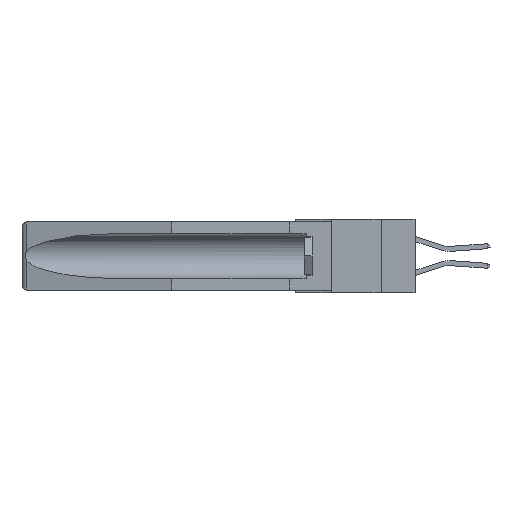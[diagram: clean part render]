
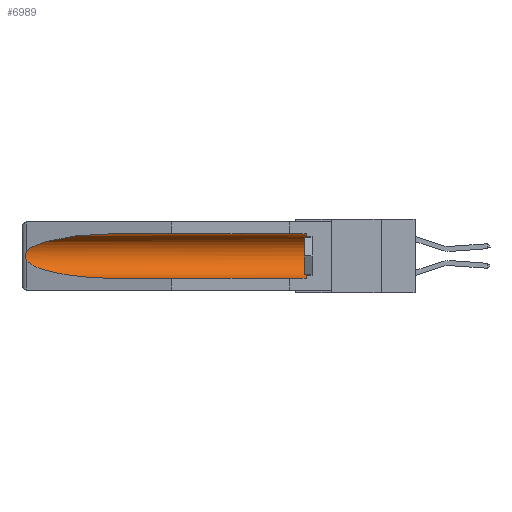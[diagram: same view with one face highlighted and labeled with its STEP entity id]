
A CAD part, left-side view. The second image highlights one B-rep face of the part: STEP entity #6989.
In plain terms, the highlighted cylindrical face has radius 2.857 mm (diameter 5.715 mm), a partial arc.
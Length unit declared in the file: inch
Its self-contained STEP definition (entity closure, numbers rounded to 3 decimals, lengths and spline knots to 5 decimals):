
#416 = VECTOR ( 'NONE', #14634, 39.37008 ) ;
#426 = CARTESIAN_POINT ( 'NONE',  ( 0.26597, 1.52961, -0.15275 ) ) ;
#719 = DIRECTION ( 'NONE',  ( 0., 1., 0. ) ) ;
#955 = VERTEX_POINT ( 'NONE', #17601 ) ;
#1495 = AXIS2_PLACEMENT_3D ( 'NONE', #9857, #13929, #18107 ) ;
#1811 = EDGE_CURVE ( 'NONE', #5025, #955, #26707, .T. ) ;
#4547 =( BOUNDED_CURVE ( )  B_SPLINE_CURVE ( 3, ( #13234, #19519, #7074, #19417 ),
 .UNSPECIFIED., .F., .F. ) 
 B_SPLINE_CURVE_WITH_KNOTS ( ( 4, 4 ),
 ( 4.71239, 6.08839 ),
 .UNSPECIFIED. ) 
 CURVE ( )  GEOMETRIC_REPRESENTATION_ITEM ( )  RATIONAL_B_SPLINE_CURVE ( ( 1., 0.848, 0.848, 1. ) ) 
 REPRESENTATION_ITEM ( '' )  );
#5025 = VERTEX_POINT ( 'NONE', #10383 ) ;
#5479 = EDGE_LOOP ( 'NONE', ( #10508, #23570, #26802, #22965, #15596, #13600 ) ) ;
#5555 = LINE ( 'NONE', #7048, #9764 ) ;
#6234 =( BOUNDED_CURVE ( )  B_SPLINE_CURVE ( 3, ( #18239, #22411, #20486, #16416 ),
 .UNSPECIFIED., .F., .F. ) 
 B_SPLINE_CURVE_WITH_KNOTS ( ( 4, 4 ),
 ( 0.1948, 1.5708 ),
 .UNSPECIFIED. ) 
 CURVE ( )  GEOMETRIC_REPRESENTATION_ITEM ( )  RATIONAL_B_SPLINE_CURVE ( ( 1., 0.848, 0.848, 1. ) ) 
 REPRESENTATION_ITEM ( '' )  );
#6413 = CARTESIAN_POINT ( 'NONE',  ( 0.2675, 1.53308, -0.17534 ) ) ;
#6842 = CIRCLE ( 'NONE', #1495, 0.1125 ) ;
#6881 = CARTESIAN_POINT ( 'NONE',  ( 0.155, 0.126, -0.284 ) ) ;
#6989 = ADVANCED_FACE ( 'NONE', ( #18547 ), #7158, .F. ) ;
#7048 = CARTESIAN_POINT ( 'NONE',  ( 0.155, -0.30754, -0.284 ) ) ;
#7074 = CARTESIAN_POINT ( 'NONE',  ( 0.25451, 1.48313, -0.09465 ) ) ;
#7158 = CYLINDRICAL_SURFACE ( 'NONE', #18931, 0.1125 ) ;
#8458 = DIRECTION ( 'NONE',  ( 0., 1., 0. ) ) ;
#9576 = VERTEX_POINT ( 'NONE', #23129 ) ;
#9764 = VECTOR ( 'NONE', #719, 39.37008 ) ;
#9857 = CARTESIAN_POINT ( 'NONE',  ( 0.155, 0.126, -0.1715 ) ) ;
#10383 = CARTESIAN_POINT ( 'NONE',  ( 0.155, 0.126, -0.059 ) ) ;
#10508 = ORIENTED_EDGE ( 'NONE', *, *, #17883, .T. ) ;
#10520 = CARTESIAN_POINT ( 'NONE',  ( 0.26537, 1.52718, -0.14972 ) ) ;
#11801 = CARTESIAN_POINT ( 'NONE',  ( 0.26537, 1.52718, -0.19328 ) ) ;
#12518 = CARTESIAN_POINT ( 'NONE',  ( 0.155, -0.30754, -0.059 ) ) ;
#12784 = CARTESIAN_POINT ( 'NONE',  ( 0.26655, 1.53094, -0.18657 ) ) ;
#12905 = DIRECTION ( 'NONE',  ( 0., 0., 1. ) ) ;
#13234 = CARTESIAN_POINT ( 'NONE',  ( 0.155, 1.07973, -0.059 ) ) ;
#13600 = ORIENTED_EDGE ( 'NONE', *, *, #1811, .T. ) ;
#13929 = DIRECTION ( 'NONE',  ( 0., -1., 0. ) ) ;
#14634 = DIRECTION ( 'NONE',  ( 0., 1., 0. ) ) ;
#15113 = EDGE_CURVE ( 'NONE', #23146, #5025, #6842, .T. ) ;
#15596 = ORIENTED_EDGE ( 'NONE', *, *, #15113, .T. ) ;
#16416 = CARTESIAN_POINT ( 'NONE',  ( 0.155, 1.07973, -0.284 ) ) ;
#17120 = CARTESIAN_POINT ( 'NONE',  ( 0.26597, 1.5296, -0.19026 ) ) ;
#17601 = CARTESIAN_POINT ( 'NONE',  ( 0.155, 1.07973, -0.059 ) ) ;
#17883 = EDGE_CURVE ( 'NONE', #955, #9576, #4547, .T. ) ;
#18107 = DIRECTION ( 'NONE',  ( 0., 0., 1. ) ) ;
#18239 = CARTESIAN_POINT ( 'NONE',  ( 0.26537, 1.52718, -0.19328 ) ) ;
#18255 = EDGE_CURVE ( 'NONE', #18258, #21069, #6234, .T. ) ;
#18258 = VERTEX_POINT ( 'NONE', #11801 ) ;
#18547 = FACE_OUTER_BOUND ( 'NONE', #5479, .T. ) ;
#18931 = AXIS2_PLACEMENT_3D ( 'NONE', #18987, #8458, #12905 ) ;
#18987 = CARTESIAN_POINT ( 'NONE',  ( 0.155, -0.30754, -0.1715 ) ) ;
#19034 = CARTESIAN_POINT ( 'NONE',  ( 0.2673, 1.53269, -0.17917 ) ) ;
#19417 = CARTESIAN_POINT ( 'NONE',  ( 0.26537, 1.52718, -0.14972 ) ) ;
#19519 = CARTESIAN_POINT ( 'NONE',  ( 0.21114, 1.30732, -0.059 ) ) ;
#20486 = CARTESIAN_POINT ( 'NONE',  ( 0.21114, 1.30732, -0.284 ) ) ;
#21069 = VERTEX_POINT ( 'NONE', #26052 ) ;
#21187 = CARTESIAN_POINT ( 'NONE',  ( 0.26654, 1.53092, -0.15636 ) ) ;
#22411 = CARTESIAN_POINT ( 'NONE',  ( 0.25451, 1.48313, -0.24835 ) ) ;
#22965 = ORIENTED_EDGE ( 'NONE', *, *, #26541, .F. ) ;
#23021 = B_SPLINE_CURVE_WITH_KNOTS ( 'NONE', 3,
 ( #10520, #426, #21187, #23283, #25372, #6413, #19034, #12784, #17120, #23030 ),
 .UNSPECIFIED., .F., .F.,
 ( 4, 2, 2, 2, 4 ),
 ( 0., 0.00029, 0.00058, 0.00087, 0.00117 ),
 .UNSPECIFIED. ) ;
#23030 = CARTESIAN_POINT ( 'NONE',  ( 0.26537, 1.52718, -0.19328 ) ) ;
#23129 = CARTESIAN_POINT ( 'NONE',  ( 0.26537, 1.52718, -0.14972 ) ) ;
#23146 = VERTEX_POINT ( 'NONE', #6881 ) ;
#23283 = CARTESIAN_POINT ( 'NONE',  ( 0.2673, 1.5327, -0.16383 ) ) ;
#23570 = ORIENTED_EDGE ( 'NONE', *, *, #24450, .T. ) ;
#24450 = EDGE_CURVE ( 'NONE', #9576, #18258, #23021, .T. ) ;
#25372 = CARTESIAN_POINT ( 'NONE',  ( 0.2675, 1.53308, -0.16763 ) ) ;
#26052 = CARTESIAN_POINT ( 'NONE',  ( 0.155, 1.07973, -0.284 ) ) ;
#26541 = EDGE_CURVE ( 'NONE', #23146, #21069, #5555, .T. ) ;
#26707 = LINE ( 'NONE', #12518, #416 ) ;
#26802 = ORIENTED_EDGE ( 'NONE', *, *, #18255, .T. ) ;
